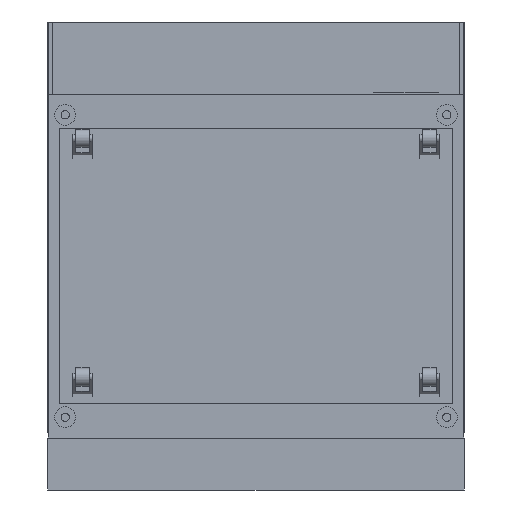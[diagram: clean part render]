
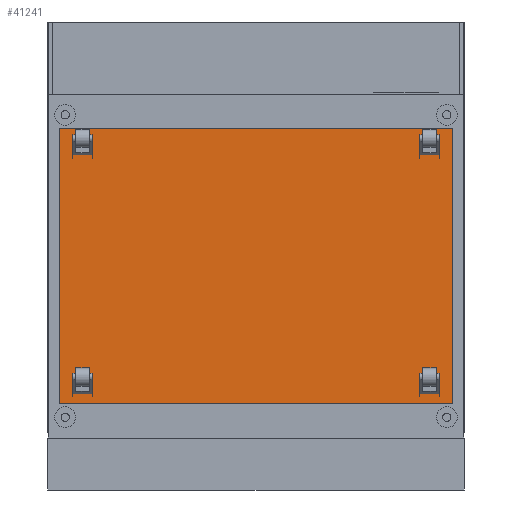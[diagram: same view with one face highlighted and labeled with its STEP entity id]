
A CAD part, front view. The second image highlights one B-rep face of the part: STEP entity #41241.
In plain terms, the highlighted planar face has unit normal (0, -1, 0).
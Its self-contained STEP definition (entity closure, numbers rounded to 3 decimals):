
#1244 = EDGE_CURVE ( 'NONE', #46955, #13229, #35198, .T. ) ;
#1600 = VECTOR ( 'NONE', #42318, 1000. ) ;
#4133 = CARTESIAN_POINT ( 'NONE',  ( -378.8, -325., 149.3 ) ) ;
#6170 = LINE ( 'NONE', #4133, #1600 ) ;
#7055 = CARTESIAN_POINT ( 'NONE',  ( 378.8, -325., 149.3 ) ) ;
#9070 = EDGE_CURVE ( 'NONE', #20738, #46955, #6170, .T. ) ;
#13229 = VERTEX_POINT ( 'NONE', #13673 ) ;
#13673 = CARTESIAN_POINT ( 'NONE',  ( 378.8, -325., -380.8 ) ) ;
#15933 = DIRECTION ( 'NONE',  ( 0., -1., 0. ) ) ;
#15975 = LINE ( 'NONE', #7055, #36136 ) ;
#18024 = ORIENTED_EDGE ( 'NONE', *, *, #1244, .T. ) ;
#18596 = VECTOR ( 'NONE', #40131, 1000. ) ;
#20738 = VERTEX_POINT ( 'NONE', #50980 ) ;
#21973 = EDGE_CURVE ( 'NONE', #49607, #20738, #22521, .T. ) ;
#22521 = LINE ( 'NONE', #35750, #18596 ) ;
#24407 = EDGE_LOOP ( 'NONE', ( #25840, #18024, #45245, #53273 ) ) ;
#25840 = ORIENTED_EDGE ( 'NONE', *, *, #9070, .T. ) ;
#27745 = DIRECTION ( 'NONE',  ( 0., 0., 1. ) ) ;
#28002 = VECTOR ( 'NONE', #35263, 1000. ) ;
#30158 = CARTESIAN_POINT ( 'NONE',  ( -378.8, -325., -380.8 ) ) ;
#33206 = EDGE_CURVE ( 'NONE', #13229, #49607, #15975, .T. ) ;
#35198 = LINE ( 'NONE', #52101, #28002 ) ;
#35263 = DIRECTION ( 'NONE',  ( 1., 0., 0. ) ) ;
#35750 = CARTESIAN_POINT ( 'NONE',  ( -378.8, -325., 149.3 ) ) ;
#36136 = VECTOR ( 'NONE', #27745, 1000. ) ;
#36640 = PLANE ( 'NONE',  #39087 ) ;
#36660 = FACE_OUTER_BOUND ( 'NONE', #24407, .T. ) ;
#36828 = DIRECTION ( 'NONE',  ( 0., 0., -1. ) ) ;
#39087 = AXIS2_PLACEMENT_3D ( 'NONE', #40846, #15933, #36828 ) ;
#40131 = DIRECTION ( 'NONE',  ( -1., 0., 0. ) ) ;
#40846 = CARTESIAN_POINT ( 'NONE',  ( 0., -325., 0. ) ) ;
#41241 = ADVANCED_FACE ( 'NONE', ( #36660 ), #36640, .T. ) ;
#42318 = DIRECTION ( 'NONE',  ( 0., 0., -1. ) ) ;
#43838 = CARTESIAN_POINT ( 'NONE',  ( 378.8, -325., 149.3 ) ) ;
#45245 = ORIENTED_EDGE ( 'NONE', *, *, #33206, .T. ) ;
#46955 = VERTEX_POINT ( 'NONE', #30158 ) ;
#49607 = VERTEX_POINT ( 'NONE', #43838 ) ;
#50980 = CARTESIAN_POINT ( 'NONE',  ( -378.8, -325., 149.3 ) ) ;
#52101 = CARTESIAN_POINT ( 'NONE',  ( -378.8, -325., -380.8 ) ) ;
#53273 = ORIENTED_EDGE ( 'NONE', *, *, #21973, .T. ) ;
